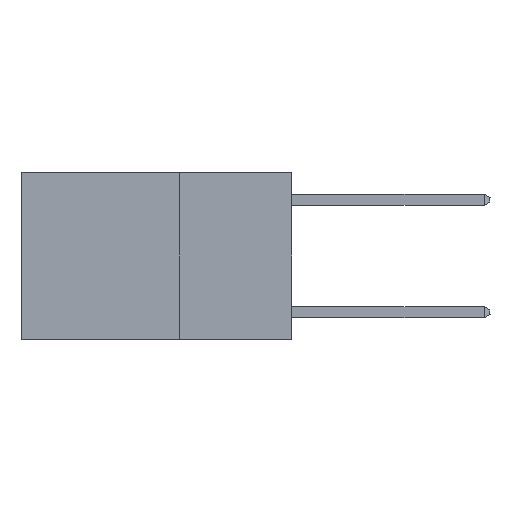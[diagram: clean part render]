
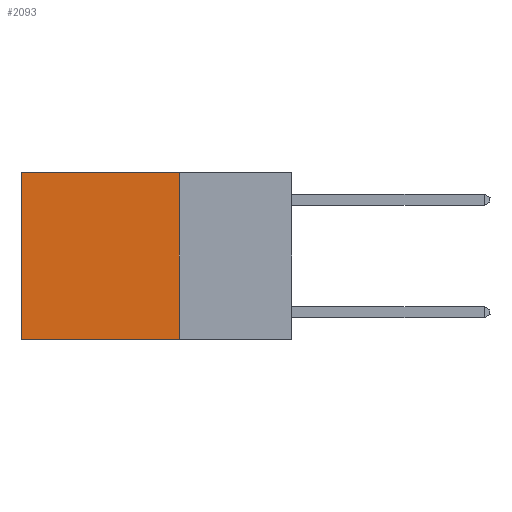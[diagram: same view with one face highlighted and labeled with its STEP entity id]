
A CAD part, left-side view. The second image highlights one B-rep face of the part: STEP entity #2093.
In plain terms, the highlighted planar face has unit normal (-1, 0, 0).
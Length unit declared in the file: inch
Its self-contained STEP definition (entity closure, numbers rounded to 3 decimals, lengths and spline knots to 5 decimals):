
#629 = ORIENTED_EDGE ( 'NONE', *, *, #15288, .F. ) ;
#688 = DIRECTION ( 'NONE',  ( 0., 1., 0. ) ) ;
#730 = DIRECTION ( 'NONE',  ( 0., 0., -1. ) ) ;
#751 = VECTOR ( 'NONE', #4547, 39.37008 ) ;
#1158 = CARTESIAN_POINT ( 'NONE',  ( 0.2625, 0.25, -0.37 ) ) ;
#1168 = AXIS2_PLACEMENT_3D ( 'NONE', #9085, #14121, #730 ) ;
#1428 = VECTOR ( 'NONE', #14026, 39.37008 ) ;
#1903 = ORIENTED_EDGE ( 'NONE', *, *, #12426, .F. ) ;
#2093 = ADVANCED_FACE ( 'NONE', ( #9302 ), #15138, .F. ) ;
#2145 = CARTESIAN_POINT ( 'NONE',  ( 0.2625, 0.25, 0. ) ) ;
#2946 = CARTESIAN_POINT ( 'NONE',  ( 0.2625, 0.6, -0.37 ) ) ;
#3216 = CARTESIAN_POINT ( 'NONE',  ( 0.2625, 0.25, 0. ) ) ;
#3341 = LINE ( 'NONE', #2145, #1428 ) ;
#3403 = CARTESIAN_POINT ( 'NONE',  ( 0.2625, 0.25, 0. ) ) ;
#4409 = LINE ( 'NONE', #3216, #8673 ) ;
#4547 = DIRECTION ( 'NONE',  ( 0., 0., -1. ) ) ;
#4638 = CARTESIAN_POINT ( 'NONE',  ( 0.2625, 0.6, 0. ) ) ;
#5440 = LINE ( 'NONE', #15022, #10541 ) ;
#6048 = VERTEX_POINT ( 'NONE', #1158 ) ;
#7654 = VERTEX_POINT ( 'NONE', #3403 ) ;
#7878 = EDGE_CURVE ( 'NONE', #11548, #13432, #9562, .T. ) ;
#8673 = VECTOR ( 'NONE', #12569, 39.37008 ) ;
#9085 = CARTESIAN_POINT ( 'NONE',  ( 0.2625, 0.25, 0. ) ) ;
#9302 = FACE_OUTER_BOUND ( 'NONE', #11355, .T. ) ;
#9444 = EDGE_CURVE ( 'NONE', #7654, #11548, #4409, .T. ) ;
#9562 = LINE ( 'NONE', #4638, #751 ) ;
#10541 = VECTOR ( 'NONE', #688, 39.37008 ) ;
#10655 = ORIENTED_EDGE ( 'NONE', *, *, #7878, .T. ) ;
#11212 = CARTESIAN_POINT ( 'NONE',  ( 0.2625, 0.6, 0. ) ) ;
#11355 = EDGE_LOOP ( 'NONE', ( #10655, #629, #1903, #13774 ) ) ;
#11548 = VERTEX_POINT ( 'NONE', #11212 ) ;
#12426 = EDGE_CURVE ( 'NONE', #7654, #6048, #3341, .T. ) ;
#12569 = DIRECTION ( 'NONE',  ( 0., 1., 0. ) ) ;
#13432 = VERTEX_POINT ( 'NONE', #2946 ) ;
#13774 = ORIENTED_EDGE ( 'NONE', *, *, #9444, .T. ) ;
#14026 = DIRECTION ( 'NONE',  ( 0., 0., -1. ) ) ;
#14121 = DIRECTION ( 'NONE',  ( 1., 0., 0. ) ) ;
#15022 = CARTESIAN_POINT ( 'NONE',  ( 0.2625, 0.25, -0.37 ) ) ;
#15138 = PLANE ( 'NONE',  #1168 ) ;
#15288 = EDGE_CURVE ( 'NONE', #6048, #13432, #5440, .T. ) ;
